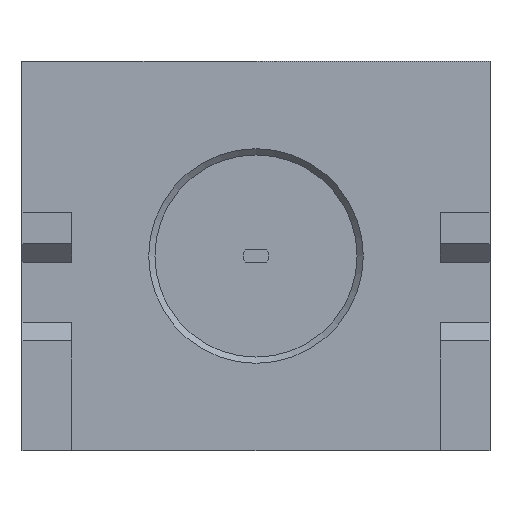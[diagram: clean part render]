
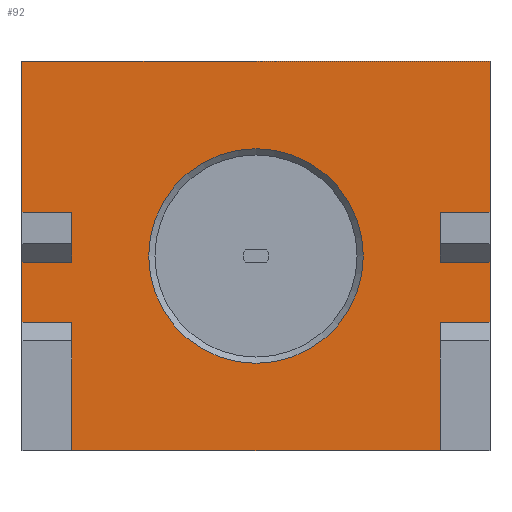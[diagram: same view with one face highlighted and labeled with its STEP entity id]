
A CAD part, left-side view. The second image highlights one B-rep face of the part: STEP entity #92.
In plain terms, the highlighted planar face has unit normal (-1, 0, 0).
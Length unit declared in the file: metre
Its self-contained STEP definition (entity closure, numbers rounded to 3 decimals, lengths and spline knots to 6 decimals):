
#92 = ADVANCED_FACE( '', ( #239, #240 ), #241, .T. );
#239 = FACE_OUTER_BOUND( '', #455, .T. );
#240 = FACE_BOUND( '', #456, .T. );
#241 = PLANE( '', #457 );
#455 = EDGE_LOOP( '', ( #3189, #3190, #3191, #3192, #3193, #3194, #3195, #3196, #3197, #3198, #3199, #3200, #3201, #3202, #3203, #3204 ) );
#456 = EDGE_LOOP( '', ( #3205 ) );
#457 = AXIS2_PLACEMENT_3D( '', #3206, #3207, #3208 );
#3189 = ORIENTED_EDGE( '', *, *, #3629, .F. );
#3190 = ORIENTED_EDGE( '', *, *, #3630, .F. );
#3191 = ORIENTED_EDGE( '', *, *, #3631, .T. );
#3192 = ORIENTED_EDGE( '', *, *, #3632, .T. );
#3193 = ORIENTED_EDGE( '', *, *, #3633, .T. );
#3194 = ORIENTED_EDGE( '', *, *, #3624, .T. );
#3195 = ORIENTED_EDGE( '', *, *, #3634, .T. );
#3196 = ORIENTED_EDGE( '', *, *, #3635, .T. );
#3197 = ORIENTED_EDGE( '', *, *, #3636, .T. );
#3198 = ORIENTED_EDGE( '', *, *, #3637, .F. );
#3199 = ORIENTED_EDGE( '', *, *, #3638, .F. );
#3200 = ORIENTED_EDGE( '', *, *, #3639, .T. );
#3201 = ORIENTED_EDGE( '', *, *, #3640, .T. );
#3202 = ORIENTED_EDGE( '', *, *, #3641, .T. );
#3203 = ORIENTED_EDGE( '', *, *, #3642, .T. );
#3204 = ORIENTED_EDGE( '', *, *, #3643, .F. );
#3205 = ORIENTED_EDGE( '', *, *, #3644, .F. );
#3206 = CARTESIAN_POINT( '', ( 0., 0., 0. ) );
#3207 = DIRECTION( '', ( -1., 0., 0. ) );
#3208 = DIRECTION( '', ( 0., 0., 1. ) );
#3624 = EDGE_CURVE( '', #3813, #3814, #3815, .T. );
#3629 = EDGE_CURVE( '', #3822, #3823, #3824, .T. );
#3630 = EDGE_CURVE( '', #3825, #3822, #3826, .T. );
#3631 = EDGE_CURVE( '', #3825, #3827, #3828, .T. );
#3632 = EDGE_CURVE( '', #3827, #3829, #3830, .T. );
#3633 = EDGE_CURVE( '', #3829, #3813, #3831, .T. );
#3634 = EDGE_CURVE( '', #3814, #3832, #3833, .T. );
#3635 = EDGE_CURVE( '', #3832, #3834, #3835, .T. );
#3636 = EDGE_CURVE( '', #3834, #3836, #3837, .T. );
#3637 = EDGE_CURVE( '', #3838, #3836, #3839, .T. );
#3638 = EDGE_CURVE( '', #3840, #3838, #3841, .T. );
#3639 = EDGE_CURVE( '', #3840, #3842, #3843, .T. );
#3640 = EDGE_CURVE( '', #3842, #3844, #3845, .T. );
#3641 = EDGE_CURVE( '', #3844, #3846, #3847, .T. );
#3642 = EDGE_CURVE( '', #3846, #3848, #3849, .T. );
#3643 = EDGE_CURVE( '', #3823, #3848, #3850, .T. );
#3644 = EDGE_CURVE( '', #3851, #3851, #3852, .T. );
#3813 = VERTEX_POINT( '', #4637 );
#3814 = VERTEX_POINT( '', #4638 );
#3815 = LINE( '', #4639, #4640 );
#3822 = VERTEX_POINT( '', #4650 );
#3823 = VERTEX_POINT( '', #4651 );
#3824 = LINE( '', #4652, #4653 );
#3825 = VERTEX_POINT( '', #4654 );
#3826 = LINE( '', #4655, #4656 );
#3827 = VERTEX_POINT( '', #4657 );
#3828 = LINE( '', #4658, #4659 );
#3829 = VERTEX_POINT( '', #4660 );
#3830 = LINE( '', #4661, #4662 );
#3831 = LINE( '', #4663, #4664 );
#3832 = VERTEX_POINT( '', #4665 );
#3833 = LINE( '', #4666, #4667 );
#3834 = VERTEX_POINT( '', #4668 );
#3835 = LINE( '', #4669, #4670 );
#3836 = VERTEX_POINT( '', #4671 );
#3837 = LINE( '', #4672, #4673 );
#3838 = VERTEX_POINT( '', #4674 );
#3839 = LINE( '', #4675, #4676 );
#3840 = VERTEX_POINT( '', #4677 );
#3841 = LINE( '', #4678, #4679 );
#3842 = VERTEX_POINT( '', #4680 );
#3843 = LINE( '', #4681, #4682 );
#3844 = VERTEX_POINT( '', #4683 );
#3845 = LINE( '', #4684, #4685 );
#3846 = VERTEX_POINT( '', #4686 );
#3847 = LINE( '', #4687, #4688 );
#3848 = VERTEX_POINT( '', #4689 );
#3849 = LINE( '', #4690, #4691 );
#3850 = LINE( '', #4692, #4693 );
#3851 = VERTEX_POINT( '', #4694 );
#3852 = CIRCLE( '', #4695, 0.002184 );
#4637 = CARTESIAN_POINT( '', ( 0., 0.004763, 0.000889 ) );
#4638 = CARTESIAN_POINT( '', ( 0., 0.003747, 0.000889 ) );
#4639 = CARTESIAN_POINT( '', ( 0., 0.004763, 0.000889 ) );
#4640 = VECTOR( '', #5918, 1. );
#4650 = CARTESIAN_POINT( '', ( 0., -0.003747, 0.000889 ) );
#4651 = CARTESIAN_POINT( '', ( 0., -0.003747, -0.000127 ) );
#4652 = CARTESIAN_POINT( '', ( 0., -0.003747, 0.000889 ) );
#4653 = VECTOR( '', #5922, 1. );
#4654 = CARTESIAN_POINT( '', ( 0., -0.004763, 0.000889 ) );
#4655 = CARTESIAN_POINT( '', ( 0., -0.004763, 0.000889 ) );
#4656 = VECTOR( '', #5923, 1. );
#4657 = CARTESIAN_POINT( '', ( 0., -0.004763, 0.003962 ) );
#4658 = CARTESIAN_POINT( '', ( 0., -0.004763, -0.003962 ) );
#4659 = VECTOR( '', #5924, 1. );
#4660 = CARTESIAN_POINT( '', ( 0., 0.004763, 0.003962 ) );
#4661 = CARTESIAN_POINT( '', ( 0., -0.004763, 0.003962 ) );
#4662 = VECTOR( '', #5925, 1. );
#4663 = CARTESIAN_POINT( '', ( 0., 0.004763, 0.003962 ) );
#4664 = VECTOR( '', #5926, 1. );
#4665 = CARTESIAN_POINT( '', ( 0., 0.003747, -0.000127 ) );
#4666 = CARTESIAN_POINT( '', ( 0., 0.003747, 0.000889 ) );
#4667 = VECTOR( '', #5927, 1. );
#4668 = CARTESIAN_POINT( '', ( 0., 0.004763, -0.000127 ) );
#4669 = CARTESIAN_POINT( '', ( 0., 0.003747, -0.000127 ) );
#4670 = VECTOR( '', #5928, 1. );
#4671 = CARTESIAN_POINT( '', ( 0., 0.004763, -0.001346 ) );
#4672 = CARTESIAN_POINT( '', ( 0., 0.004763, 0.003962 ) );
#4673 = VECTOR( '', #5929, 1. );
#4674 = CARTESIAN_POINT( '', ( 0., 0.003747, -0.001346 ) );
#4675 = CARTESIAN_POINT( '', ( 0., 0.003747, -0.001346 ) );
#4676 = VECTOR( '', #5930, 1. );
#4677 = CARTESIAN_POINT( '', ( 0., 0.003747, -0.003962 ) );
#4678 = CARTESIAN_POINT( '', ( 0., 0.003747, -0.003962 ) );
#4679 = VECTOR( '', #5931, 1. );
#4680 = CARTESIAN_POINT( '', ( 0., -0.003747, -0.003962 ) );
#4681 = CARTESIAN_POINT( '', ( 0., 0.004763, -0.003962 ) );
#4682 = VECTOR( '', #5932, 1. );
#4683 = CARTESIAN_POINT( '', ( 0., -0.003747, -0.001346 ) );
#4684 = CARTESIAN_POINT( '', ( 0., -0.003747, -0.003962 ) );
#4685 = VECTOR( '', #5933, 1. );
#4686 = CARTESIAN_POINT( '', ( 0., -0.004763, -0.001346 ) );
#4687 = CARTESIAN_POINT( '', ( 0., -0.003747, -0.001346 ) );
#4688 = VECTOR( '', #5934, 1. );
#4689 = CARTESIAN_POINT( '', ( 0., -0.004763, -0.000127 ) );
#4690 = CARTESIAN_POINT( '', ( 0., -0.004763, -0.003962 ) );
#4691 = VECTOR( '', #5935, 1. );
#4692 = CARTESIAN_POINT( '', ( 0., -0.003747, -0.000127 ) );
#4693 = VECTOR( '', #5936, 1. );
#4694 = CARTESIAN_POINT( '', ( 0., 0., 0.002184 ) );
#4695 = AXIS2_PLACEMENT_3D( '', #5937, #5938, #5939 );
#5918 = DIRECTION( '', ( 0., -1., 0. ) );
#5922 = DIRECTION( '', ( 0., 0., -1. ) );
#5923 = DIRECTION( '', ( 0., 1., 0. ) );
#5924 = DIRECTION( '', ( 0., 0., 1. ) );
#5925 = DIRECTION( '', ( 0., 1., 0. ) );
#5926 = DIRECTION( '', ( 0., 0., -1. ) );
#5927 = DIRECTION( '', ( 0., 0., -1. ) );
#5928 = DIRECTION( '', ( 0., 1., 0. ) );
#5929 = DIRECTION( '', ( 0., 0., -1. ) );
#5930 = DIRECTION( '', ( 0., 1., 0. ) );
#5931 = DIRECTION( '', ( 0., 0., 1. ) );
#5932 = DIRECTION( '', ( 0., -1., 0. ) );
#5933 = DIRECTION( '', ( 0., 0., 1. ) );
#5934 = DIRECTION( '', ( 0., -1., 0. ) );
#5935 = DIRECTION( '', ( 0., 0., 1. ) );
#5936 = DIRECTION( '', ( 0., -1., 0. ) );
#5937 = CARTESIAN_POINT( '', ( 0., 0., 0. ) );
#5938 = DIRECTION( '', ( -1., 0., 0. ) );
#5939 = DIRECTION( '', ( 0., 0., 1. ) );
